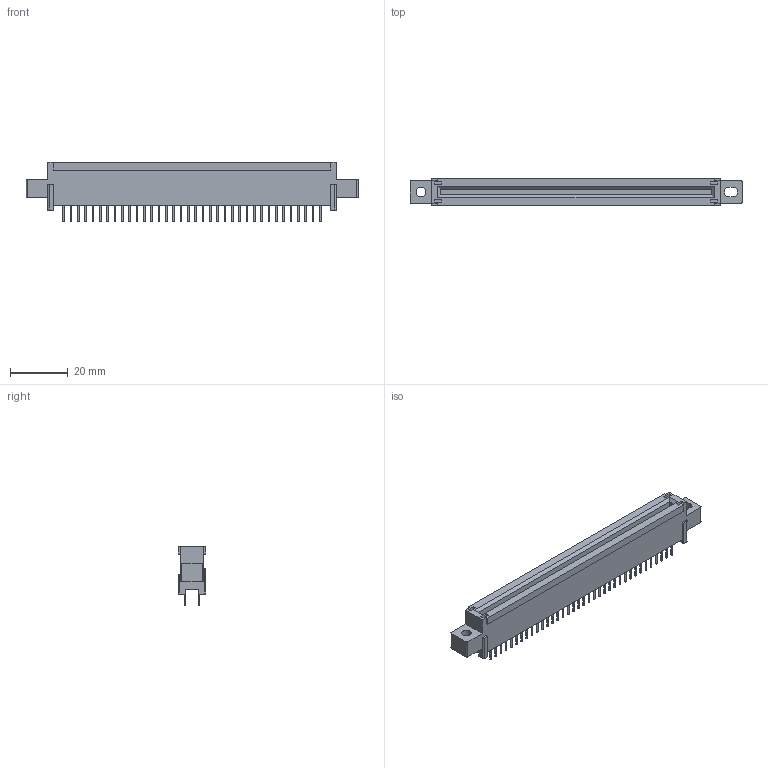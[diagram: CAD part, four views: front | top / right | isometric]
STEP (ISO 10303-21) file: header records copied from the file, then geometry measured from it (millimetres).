
FILE_DESCRIPTION(('Creo Elements/Direct Modeling STEP Export'),'2;1');
FILE_NAME('CR22-72D-2.54DS.stp','2016-11-17T16:28:49',(''),(''),'Creo Elements/Direct Modeling STEP processor for AP214 (Solid Model)','Creo Elements/Direct Modeling 18.1E 22-Nov-2013 (C) Parametric Technology GmbH','');
FILE_SCHEMA(('AUTOMOTIVE_DESIGN { 1 0 10303 214 1 1 1 1 }'));
Length unit declared in the file: millimetre
Products named in the file (2): CR22-72D-2.54DS
Assembly tree (1 placements, depth 2):
  CR22-72D-2.54DS
    CR22-72D-2.54DS
Bounding box: 115.08 x 9.5 x 20.5 mm (x, y, z)
Volume: 10787.8 mm3; surface area: 9601.6 mm2
Topology: 1 solids, 1 shells, 917 faces, 2270 edges, 1512 vertices
Faces by surface type: plane 761, cylinder 156
Entity records: 26626 total; most frequent: CARTESIAN_POINT 4634, ORIENTED_EDGE 4540, DIRECTION 4310, EDGE_CURVE 2270, VECTOR 1934, LINE 1934, VERTEX_POINT 1512, AXIS2_PLACEMENT_3D 1188
